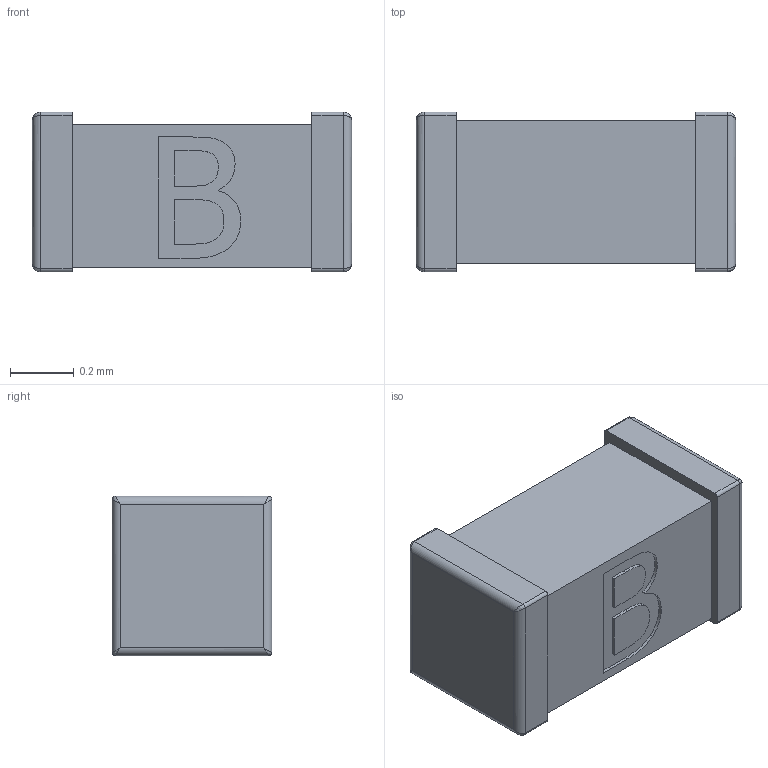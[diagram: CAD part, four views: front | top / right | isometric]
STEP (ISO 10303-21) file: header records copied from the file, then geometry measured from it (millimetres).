
FILE_DESCRIPTION(/* description */ ('FreeCAD Model'),/* implementation_level */ '2;1');
FILE_NAME(/* name */ 'C0402-T50-X7R.stp',/* time_stamp */ '2023-06-12T12:22:06-06:00',/* author */ ('mbunds'),/* organization */ (''),/* preprocessor_version */ 'ST-DEVELOPER v16.1',/* originating_system */ 'Autodesk Inventor 2016',/* authorisation */ 'Unknown');
FILE_SCHEMA (('AUTOMOTIVE_DESIGN { 1 0 10303 214 3 1 1 }'));
Length unit declared in the file: millimetre
Products named in the file (1): C0402-T50-X7R
Bounding box: 1 x 0.5 x 0.5 mm (x, y, z)
Volume: 0.2 mm3; surface area: 2.4 mm2
Topology: 1 solids, 1 shells, 67 faces, 156 edges, 96 vertices
Faces by surface type: plane 29, bspline 22, cylinder 16
Entity records: 2220 total; most frequent: CARTESIAN_POINT 696, ORIENTED_EDGE 312, DIRECTION 252, EDGE_CURVE 156, LINE 96, VECTOR 96, VERTEX_POINT 96, AXIS2_PLACEMENT_3D 78
